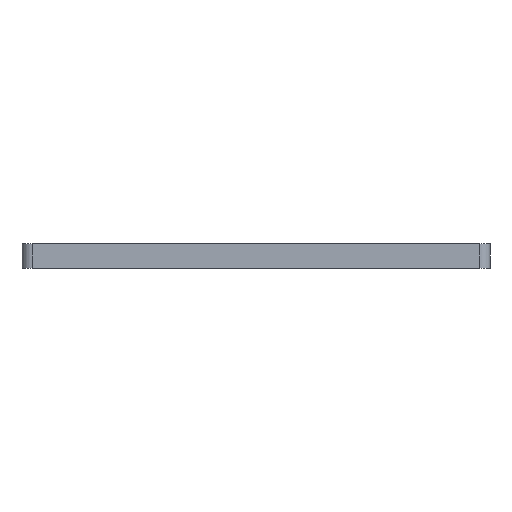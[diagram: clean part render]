
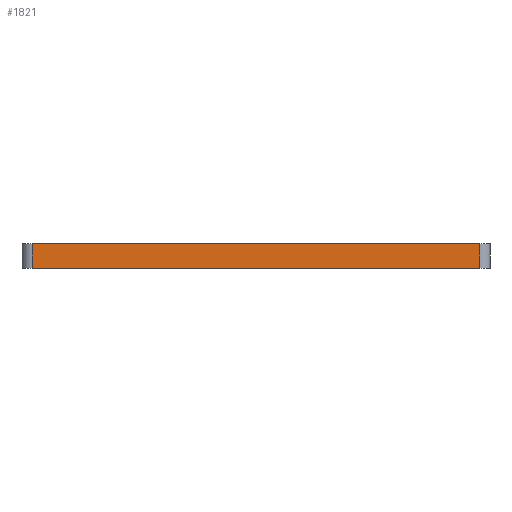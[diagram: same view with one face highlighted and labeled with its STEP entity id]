
A CAD part, front view. The second image highlights one B-rep face of the part: STEP entity #1821.
In plain terms, the highlighted planar face has unit normal (0, -1, 0).
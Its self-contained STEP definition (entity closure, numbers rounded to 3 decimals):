
#97=FACE_OUTER_BOUND('',#218,.T.);
#218=EDGE_LOOP('',(#1435,#1436,#1437,#1438));
#299=LINE('',#2466,#535);
#412=LINE('',#2711,#648);
#453=LINE('',#2805,#689);
#454=LINE('',#2806,#690);
#535=VECTOR('',#2006,54.6);
#648=VECTOR('',#2211,54.6);
#689=VECTOR('',#2270,3.);
#690=VECTOR('',#2271,3.);
#771=VERTEX_POINT('',#2464);
#772=VERTEX_POINT('',#2465);
#857=VERTEX_POINT('',#2708);
#858=VERTEX_POINT('',#2710);
#939=EDGE_CURVE('',#771,#772,#299,.T.);
#1061=EDGE_CURVE('',#857,#858,#412,.T.);
#1109=EDGE_CURVE('',#857,#771,#453,.T.);
#1110=EDGE_CURVE('',#772,#858,#454,.T.);
#1435=ORIENTED_EDGE('',*,*,#1061,.F.);
#1436=ORIENTED_EDGE('',*,*,#1109,.T.);
#1437=ORIENTED_EDGE('',*,*,#939,.T.);
#1438=ORIENTED_EDGE('',*,*,#1110,.T.);
#1734=PLANE('',#1946);
#1821=ADVANCED_FACE('',(#97),#1734,.F.);
#1946=AXIS2_PLACEMENT_3D('',#2804,#2268,#2269);
#2006=DIRECTION('',(-1.,0.,0.));
#2211=DIRECTION('',(-1.,0.,0.));
#2268=DIRECTION('center_axis',(0.,1.,0.));
#2269=DIRECTION('ref_axis',(0.,0.,-1.));
#2270=DIRECTION('',(0.,0.,1.));
#2271=DIRECTION('',(0.,0.,-1.));
#2464=CARTESIAN_POINT('',(27.3,-28.55,14.));
#2465=CARTESIAN_POINT('',(-27.3,-28.55,14.));
#2466=CARTESIAN_POINT('',(27.3,-28.55,14.));
#2708=CARTESIAN_POINT('',(27.3,-28.55,11.));
#2710=CARTESIAN_POINT('',(-27.3,-28.55,11.));
#2711=CARTESIAN_POINT('',(27.3,-28.55,11.));
#2804=CARTESIAN_POINT('Origin',(-26.099,-28.55,11.1));
#2805=CARTESIAN_POINT('',(27.3,-28.55,11.));
#2806=CARTESIAN_POINT('',(-27.3,-28.55,14.));
